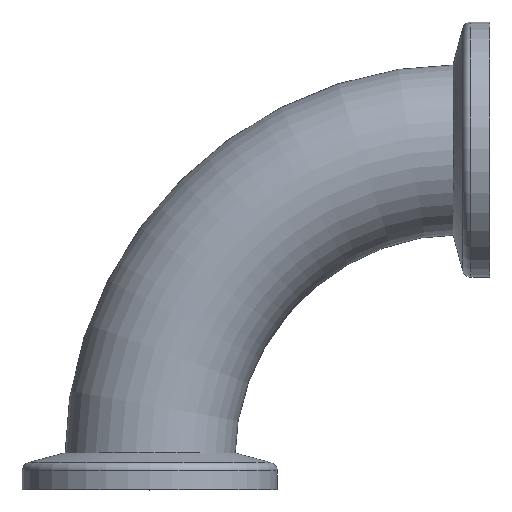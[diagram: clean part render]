
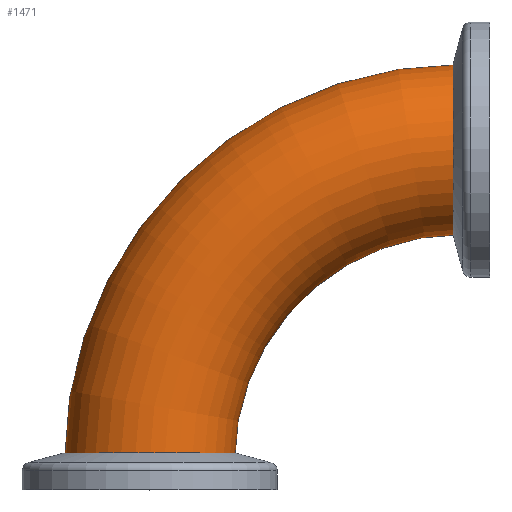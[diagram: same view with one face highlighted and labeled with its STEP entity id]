
A CAD part, top view. The second image highlights one B-rep face of the part: STEP entity #1471.
In plain terms, the highlighted toroidal (fillet/blend) face has major radius 36.5 mm and minor radius 10 mm.
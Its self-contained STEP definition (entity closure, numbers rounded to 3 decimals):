
#160 = CARTESIAN_POINT ( 'NONE',  ( 36.5, 3.5, 0. ) ) ;
#172 = DIRECTION ( 'NONE',  ( 0., 1., 0. ) ) ;
#184 = DIRECTION ( 'NONE',  ( 0., 0., -1. ) ) ;
#222 = EDGE_CURVE ( 'NONE', #1094, #230, #1575, .T. ) ;
#230 = VERTEX_POINT ( 'NONE', #826 ) ;
#407 = CARTESIAN_POINT ( 'NONE',  ( 0., 3.5, 0. ) ) ;
#487 = AXIS2_PLACEMENT_3D ( 'NONE', #407, #172, #184 ) ;
#489 = ORIENTED_EDGE ( 'NONE', *, *, #222, .T. ) ;
#505 = DIRECTION ( 'NONE',  ( 1., 0., 0. ) ) ;
#559 = TOROIDAL_SURFACE ( 'NONE', #1605, 36.5, 10. ) ;
#560 = AXIS2_PLACEMENT_3D ( 'NONE', #160, #954, #1004 ) ;
#592 = AXIS2_PLACEMENT_3D ( 'NONE', #1096, #1247, #968 ) ;
#630 = ORIENTED_EDGE ( 'NONE', *, *, #824, .F. ) ;
#651 = DIRECTION ( 'NONE',  ( 0., 0., 1. ) ) ;
#675 = ORIENTED_EDGE ( 'NONE', *, *, #1352, .T. ) ;
#766 = EDGE_CURVE ( 'NONE', #230, #1505, #1603, .T. ) ;
#805 = CARTESIAN_POINT ( 'NONE',  ( 36.5, 50., 0. ) ) ;
#824 = EDGE_CURVE ( 'NONE', #1746, #1505, #1593, .T. ) ;
#826 = CARTESIAN_POINT ( 'NONE',  ( -10., 3.5, 0. ) ) ;
#871 = ORIENTED_EDGE ( 'NONE', *, *, #766, .T. ) ;
#947 = EDGE_LOOP ( 'NONE', ( #675, #489, #871, #630 ) ) ;
#954 = DIRECTION ( 'NONE',  ( 0., 0., 1. ) ) ;
#968 = DIRECTION ( 'NONE',  ( 0., 1., 0. ) ) ;
#1004 = DIRECTION ( 'NONE',  ( 1., 0., 0. ) ) ;
#1048 = FACE_OUTER_BOUND ( 'NONE', #947, .T. ) ;
#1094 = VERTEX_POINT ( 'NONE', #805 ) ;
#1096 = CARTESIAN_POINT ( 'NONE',  ( 36.5, 40., 0. ) ) ;
#1247 = DIRECTION ( 'NONE',  ( -1., 0., 0. ) ) ;
#1283 = CARTESIAN_POINT ( 'NONE',  ( 36.5, 3.5, 0. ) ) ;
#1291 = DIRECTION ( 'NONE',  ( 0., 0., 1. ) ) ;
#1301 = DIRECTION ( 'NONE',  ( 1., 0., 0. ) ) ;
#1307 = CARTESIAN_POINT ( 'NONE',  ( 10., 3.5, 0. ) ) ;
#1352 = EDGE_CURVE ( 'NONE', #1746, #1094, #1424, .T. ) ;
#1424 = CIRCLE ( 'NONE', #592, 10. ) ;
#1471 = ADVANCED_FACE ( 'NONE', ( #1048 ), #559, .T. ) ;
#1475 = CARTESIAN_POINT ( 'NONE',  ( 36.5, 3.5, 0. ) ) ;
#1505 = VERTEX_POINT ( 'NONE', #1307 ) ;
#1514 = CARTESIAN_POINT ( 'NONE',  ( 36.5, 30., 0. ) ) ;
#1575 = CIRCLE ( 'NONE', #560, 46.5 ) ;
#1593 = CIRCLE ( 'NONE', #1599, 26.5 ) ;
#1599 = AXIS2_PLACEMENT_3D ( 'NONE', #1283, #1291, #1301 ) ;
#1603 = CIRCLE ( 'NONE', #487, 10. ) ;
#1605 = AXIS2_PLACEMENT_3D ( 'NONE', #1475, #651, #505 ) ;
#1746 = VERTEX_POINT ( 'NONE', #1514 ) ;
